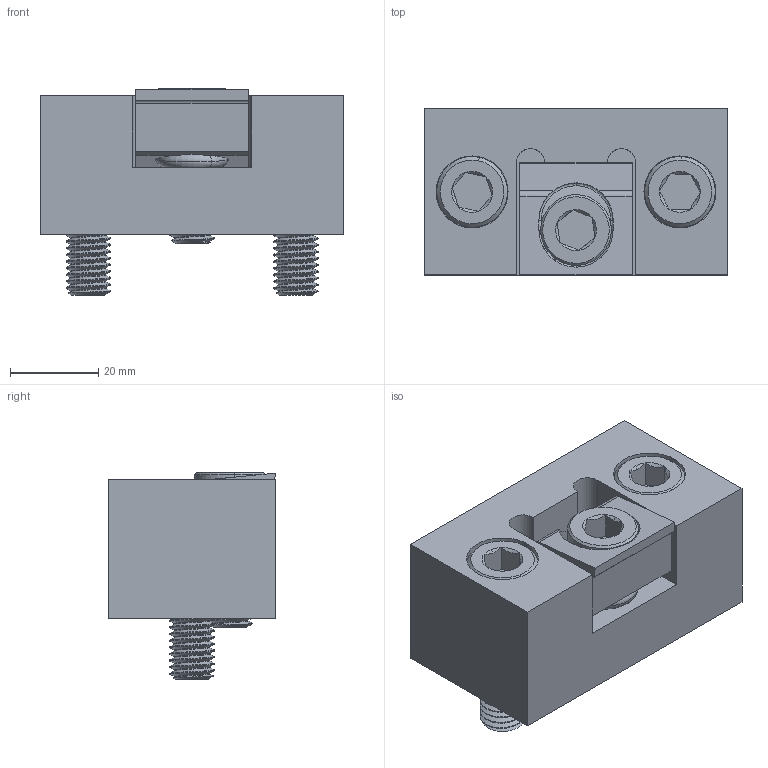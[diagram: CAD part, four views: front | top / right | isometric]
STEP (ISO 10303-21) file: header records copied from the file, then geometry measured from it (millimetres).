
FILE_DESCRIPTION (( 'STEP AP203' ), '1' );
FILE_NAME ('56235.STEP', '2020-05-15T16:30:34', ( 'Marc' ), ( 'Microsoft' ), 'SwSTEP 2.0', 'SolidWorks 2018', '' );
FILE_SCHEMA (( 'CONFIG_CONTROL_DESIGN' ));
Length unit declared in the file: inch
Products named in the file (7): 204 O-RING_204 O-RING; M1025MM SHCS_M1025MM SHCS; 56075_56075; M1035MM SHCS_M1035MM SHCS; 56235; 262301_562301; 260751_260751
Assembly tree (7 placements, depth 3):
  56235
    262301_562301
    56075_56075
      260751_260751
      204 O-RING_204 O-RING
      M1025MM SHCS_M1025MM SHCS
    M1035MM SHCS_M1035MM SHCS  x2
Bounding box: 68.58 x 37.59 x 46.7 mm (x, y, z)
Volume: 77527.2 mm3; surface area: 26288.5 mm2
Topology: 6 solids, 6 shells, 406 faces, 1105 edges, 716 vertices
Faces by surface type: cylinder 287, plane 55, cone 46, bspline 10, torus 8
Entity records: 14192 total; most frequent: CARTESIAN_POINT 7280, ORIENTED_EDGE 1534, DIRECTION 1075, EDGE_CURVE 767, VERTEX_POINT 496, AXIS2_PLACEMENT_3D 397, EDGE_LOOP 297, ADVANCED_FACE 284
